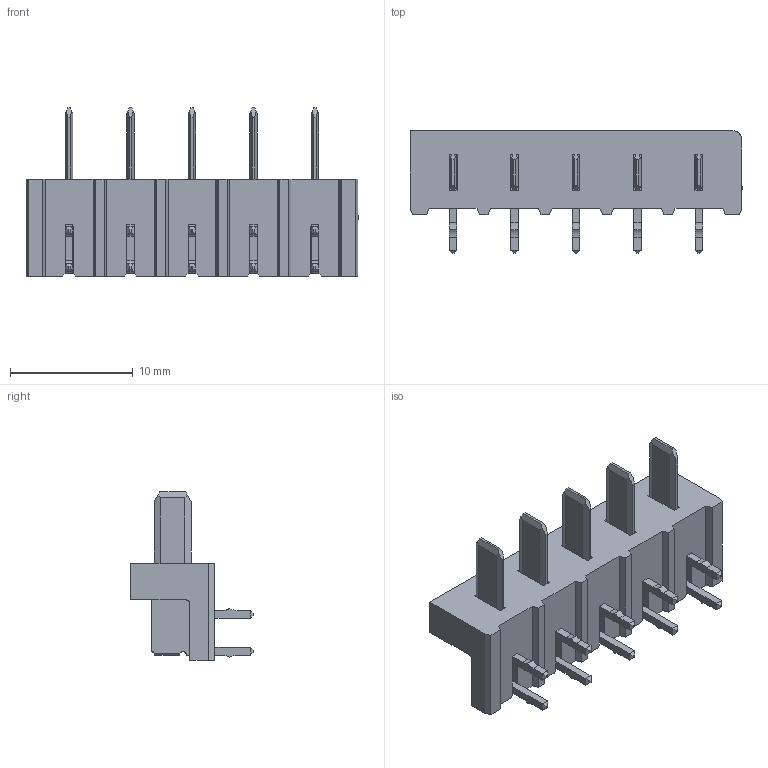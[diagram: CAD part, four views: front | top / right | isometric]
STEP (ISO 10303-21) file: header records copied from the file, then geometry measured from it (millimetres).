
FILE_DESCRIPTION(/* description */ (''),/* implementation_level */ '2;1');
FILE_NAME(/* name */ 'TSD1_01415_10TXXB.stp',/* time_stamp */ '2017-04-20T13:55:46+02:00',/* author */ (''),/* organization */ (''),/* preprocessor_version */ 'ST-DEVELOPER v11',/* originating_system */ 'SIEMENS UGS NX 6.0',/* authorisation */ '');
FILE_SCHEMA (('AUTOMOTIVE_DESIGN { 1 0 10303 214 1 1 1 1 }'));
Length unit declared in the file: millimetre
Products named in the file (1): TSD1_01415_10TXXB_igs
Bounding box: 27 x 9.95 x 13.7 mm (x, y, z)
Surface area: 1888.3 mm2 (no closed solid volume)
Topology: 0 solids, 518 shells, 518 faces, 2770 edges, 2770 vertices
Faces by surface type: plane 447, cylinder 71
Entity records: 31868 total; most frequent: CARTESIAN_POINT 7761, DIRECTION 3436, ORIENTED_EDGE 2770, VERTEX_POINT 2770, EDGE_CURVE 2770, LINE 2114, VECTOR 2114, AXIS2_PLACEMENT_3D 661
